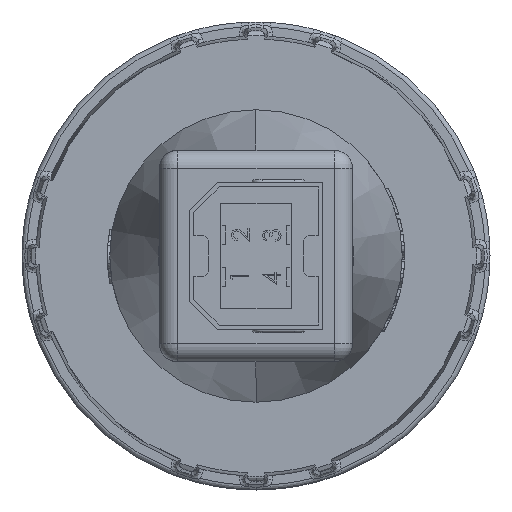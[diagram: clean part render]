
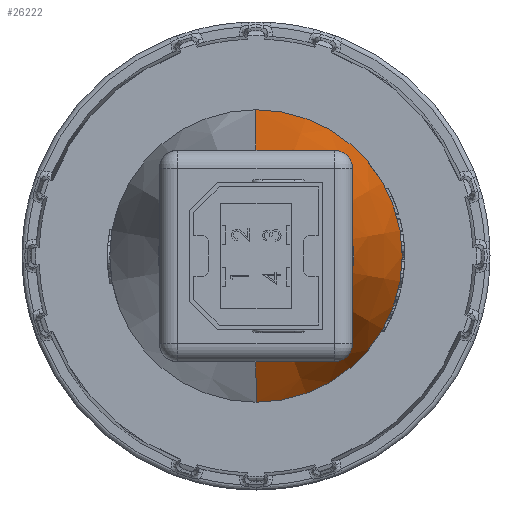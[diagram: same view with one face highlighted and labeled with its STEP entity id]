
A CAD part, left-side view. The second image highlights one B-rep face of the part: STEP entity #26222.
In plain terms, the highlighted conical face has half-angle 13.461 degrees and reference radius 5.08 mm.
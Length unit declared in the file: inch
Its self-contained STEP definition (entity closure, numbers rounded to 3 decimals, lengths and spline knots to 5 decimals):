
#351 = CARTESIAN_POINT ( 'NONE',  ( 0., -1.002, -0.3125 ) ) ;
#352 = CARTESIAN_POINT ( 'NONE',  ( 0., -1.002, 0.3125 ) ) ;
#353 = DIRECTION ( 'NONE',  ( 0., 0., 1. ) ) ;
#354 = DIRECTION ( 'NONE',  ( 0., 1., 0. ) ) ;
#355 = CARTESIAN_POINT ( 'NONE',  ( 0., -1.002, 0. ) ) ;
#356 = AXIS2_PLACEMENT_3D ( 'NONE', #355, #354, #353 ) ;
#357 = CIRCLE ( 'NONE', #356, 0.3125 ) ;
#536 = DIRECTION ( 'NONE',  ( 0., 0.973, 0.233 ) ) ;
#537 = VECTOR ( 'NONE', #536, 39.37008 ) ;
#538 = CARTESIAN_POINT ( 'NONE',  ( 0., -1.472, 0.2 ) ) ;
#539 = LINE ( 'NONE', #538, #537 ) ;
#540 = DIRECTION ( 'NONE',  ( 0., 0.973, -0.233 ) ) ;
#541 = VECTOR ( 'NONE', #540, 39.37008 ) ;
#542 = CARTESIAN_POINT ( 'NONE',  ( 0., -1.472, -0.2 ) ) ;
#543 = LINE ( 'NONE', #542, #541 ) ;
#544 = DIRECTION ( 'NONE',  ( 0., 0., 1. ) ) ;
#545 = DIRECTION ( 'NONE',  ( 0., 1., 0. ) ) ;
#546 = CARTESIAN_POINT ( 'NONE',  ( 0., -1.472, 0. ) ) ;
#547 = AXIS2_PLACEMENT_3D ( 'NONE', #546, #545, #544 ) ;
#548 = CONICAL_SURFACE ( 'NONE', #547, 0.2, 0.235 ) ;
#549 = FACE_OUTER_BOUND ( 'NONE', #26223, .T. ) ;
#5284 = CARTESIAN_POINT ( 'NONE',  ( 0., -1.43364, 0.20918 ) ) ;
#5285 = DIRECTION ( 'NONE',  ( 0., 0., -1. ) ) ;
#5286 = DIRECTION ( 'NONE',  ( 0., 1., 0. ) ) ;
#5287 = AXIS2_PLACEMENT_3D ( 'NONE', #5294, #5286, #5285 ) ;
#5288 = CIRCLE ( 'NONE', #5287, 0.20918 ) ;
#5294 = CARTESIAN_POINT ( 'NONE',  ( 0., -1.43364, 0. ) ) ;
#5306 = CARTESIAN_POINT ( 'NONE',  ( 0., -1.43364, -0.20918 ) ) ;
#7335 = VERTEX_POINT ( 'NONE', #5306 ) ;
#7343 = EDGE_CURVE ( 'NONE', #7346, #7335, #5288, .T. ) ;
#7346 = VERTEX_POINT ( 'NONE', #5284 ) ;
#26157 = EDGE_CURVE ( 'NONE', #26158, #26159, #357, .T. ) ;
#26158 = VERTEX_POINT ( 'NONE', #352 ) ;
#26159 = VERTEX_POINT ( 'NONE', #351 ) ;
#26222 = ADVANCED_FACE ( 'NONE', ( #549 ), #548, .T. ) ;
#26223 = EDGE_LOOP ( 'NONE', ( #26224, #26225, #26227, #26228 ) ) ;
#26224 = ORIENTED_EDGE ( 'NONE', *, *, #7343, .T. ) ;
#26225 = ORIENTED_EDGE ( 'NONE', *, *, #26226, .T. ) ;
#26226 = EDGE_CURVE ( 'NONE', #7335, #26159, #543, .T. ) ;
#26227 = ORIENTED_EDGE ( 'NONE', *, *, #26157, .F. ) ;
#26228 = ORIENTED_EDGE ( 'NONE', *, *, #26229, .F. ) ;
#26229 = EDGE_CURVE ( 'NONE', #7346, #26158, #539, .T. ) ;
